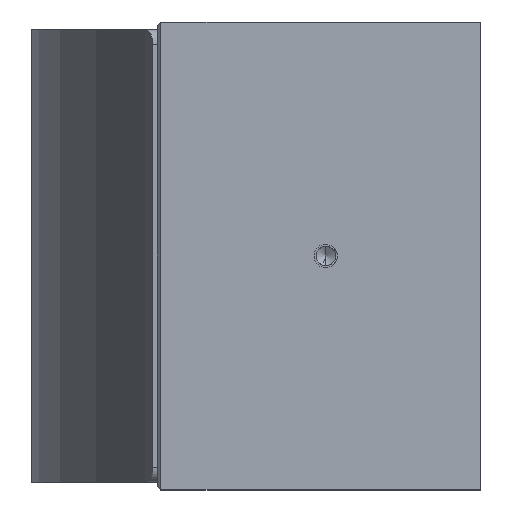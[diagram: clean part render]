
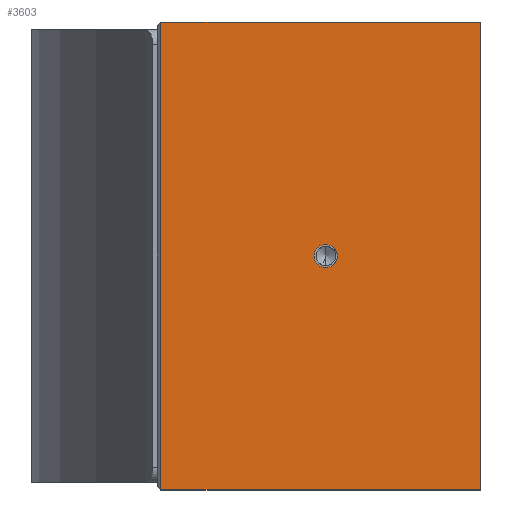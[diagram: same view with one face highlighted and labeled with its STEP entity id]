
A CAD part, left-side view. The second image highlights one B-rep face of the part: STEP entity #3603.
In plain terms, the highlighted face is planar.
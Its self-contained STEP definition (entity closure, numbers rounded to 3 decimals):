
#120 = VERTEX_POINT ( 'NONE', #2284 ) ;
#291 = DIRECTION ( 'NONE',  ( 1., 0., 0. ) ) ;
#325 = ORIENTED_EDGE ( 'NONE', *, *, #4376, .T. ) ;
#445 = CARTESIAN_POINT ( 'NONE',  ( 100., 0.762, 50. ) ) ;
#582 = LINE ( 'NONE', #2200, #4574 ) ;
#889 = CARTESIAN_POINT ( 'NONE',  ( 100., 35.992, 0. ) ) ;
#977 = DIRECTION ( 'NONE',  ( 0., 0., -1. ) ) ;
#1090 = DIRECTION ( 'NONE',  ( 0., -1., 0. ) ) ;
#1417 = VERTEX_POINT ( 'NONE', #5216 ) ;
#1421 = LINE ( 'NONE', #7093, #3080 ) ;
#1487 = CARTESIAN_POINT ( 'NONE',  ( 100., 68.986, -50. ) ) ;
#1612 = FACE_OUTER_BOUND ( 'NONE', #4151, .T. ) ;
#2200 = CARTESIAN_POINT ( 'NONE',  ( 100., 68.986, -50. ) ) ;
#2244 = CIRCLE ( 'NONE', #4970, 2.5 ) ;
#2283 = EDGE_CURVE ( 'NONE', #1417, #3316, #5892, .T. ) ;
#2284 = CARTESIAN_POINT ( 'NONE',  ( 100., 68.986, 50. ) ) ;
#2464 = DIRECTION ( 'NONE',  ( 0., 0., -1. ) ) ;
#2471 = AXIS2_PLACEMENT_3D ( 'NONE', #2751, #5992, #3180 ) ;
#2516 = ORIENTED_EDGE ( 'NONE', *, *, #4557, .F. ) ;
#2583 = DIRECTION ( 'NONE',  ( 0., 0., -1. ) ) ;
#2751 = CARTESIAN_POINT ( 'NONE',  ( 100., 68.986, 50. ) ) ;
#2912 = ORIENTED_EDGE ( 'NONE', *, *, #4093, .F. ) ;
#3060 = CARTESIAN_POINT ( 'NONE',  ( 100., 35.992, 0. ) ) ;
#3069 = DIRECTION ( 'NONE',  ( 1., 0., 0. ) ) ;
#3080 = VECTOR ( 'NONE', #977, 1000. ) ;
#3098 = CARTESIAN_POINT ( 'NONE',  ( 100., 35.992, 2.5 ) ) ;
#3180 = DIRECTION ( 'NONE',  ( 0., 0., 1. ) ) ;
#3196 = EDGE_LOOP ( 'NONE', ( #6163, #7053 ) ) ;
#3316 = VERTEX_POINT ( 'NONE', #3098 ) ;
#3385 = EDGE_CURVE ( 'NONE', #3316, #1417, #2244, .T. ) ;
#3574 = DIRECTION ( 'NONE',  ( 0., 0., -1. ) ) ;
#3603 = ADVANCED_FACE ( 'NONE', ( #4439, #1612 ), #3888, .F. ) ;
#3888 = PLANE ( 'NONE',  #2471 ) ;
#4093 = EDGE_CURVE ( 'NONE', #5698, #6987, #582, .T. ) ;
#4151 = EDGE_LOOP ( 'NONE', ( #4689, #325, #2912, #2516 ) ) ;
#4376 = EDGE_CURVE ( 'NONE', #6186, #6987, #1421, .T. ) ;
#4428 = DIRECTION ( 'NONE',  ( 0., -1., 0. ) ) ;
#4439 = FACE_BOUND ( 'NONE', #3196, .T. ) ;
#4487 = AXIS2_PLACEMENT_3D ( 'NONE', #889, #3069, #2583 ) ;
#4557 = EDGE_CURVE ( 'NONE', #120, #5698, #4651, .T. ) ;
#4574 = VECTOR ( 'NONE', #1090, 1000. ) ;
#4651 = LINE ( 'NONE', #4758, #7244 ) ;
#4689 = ORIENTED_EDGE ( 'NONE', *, *, #5332, .T. ) ;
#4758 = CARTESIAN_POINT ( 'NONE',  ( 100., 68.986, 50. ) ) ;
#4799 = CARTESIAN_POINT ( 'NONE',  ( 100., 68.986, 50. ) ) ;
#4905 = CARTESIAN_POINT ( 'NONE',  ( 100., 0.762, -50. ) ) ;
#4970 = AXIS2_PLACEMENT_3D ( 'NONE', #3060, #291, #2464 ) ;
#5118 = VECTOR ( 'NONE', #4428, 1000. ) ;
#5216 = CARTESIAN_POINT ( 'NONE',  ( 100., 35.992, -2.5 ) ) ;
#5332 = EDGE_CURVE ( 'NONE', #120, #6186, #5608, .T. ) ;
#5608 = LINE ( 'NONE', #4799, #5118 ) ;
#5698 = VERTEX_POINT ( 'NONE', #1487 ) ;
#5892 = CIRCLE ( 'NONE', #4487, 2.5 ) ;
#5992 = DIRECTION ( 'NONE',  ( -1., 0., 0. ) ) ;
#6163 = ORIENTED_EDGE ( 'NONE', *, *, #2283, .F. ) ;
#6186 = VERTEX_POINT ( 'NONE', #445 ) ;
#6987 = VERTEX_POINT ( 'NONE', #4905 ) ;
#7053 = ORIENTED_EDGE ( 'NONE', *, *, #3385, .F. ) ;
#7093 = CARTESIAN_POINT ( 'NONE',  ( 100., 0.762, -50. ) ) ;
#7244 = VECTOR ( 'NONE', #3574, 1000. ) ;
